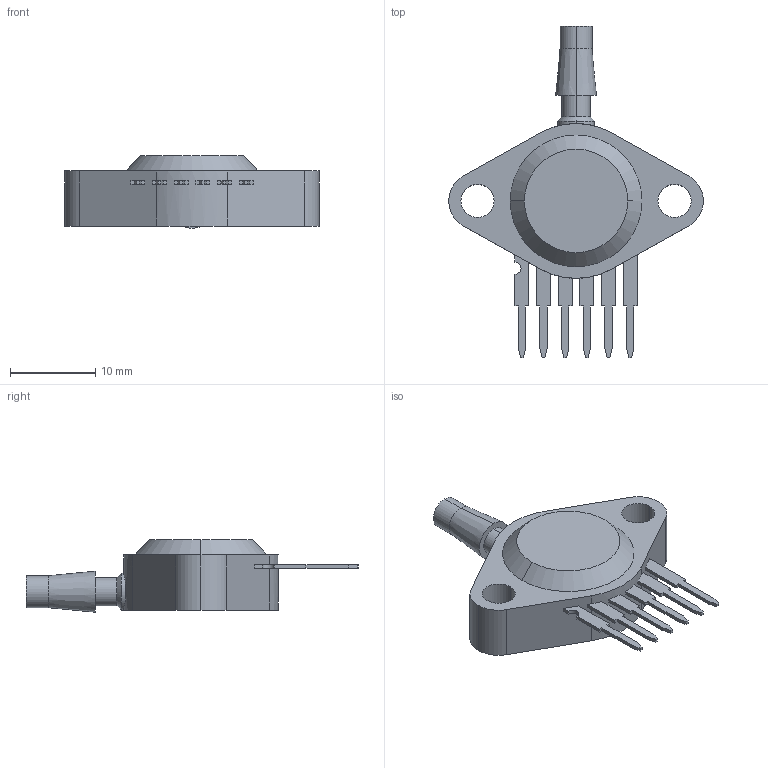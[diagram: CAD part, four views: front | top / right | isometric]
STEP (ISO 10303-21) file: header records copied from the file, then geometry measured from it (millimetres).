
FILE_DESCRIPTION (( 'STEP AP203' ), '1' );
FILE_NAME ('MPX4100A.STEP', '2011-02-20T14:32:17', ( 'no name' ), ( 'no organization' ), 'SwSTEP 2.0', 'SolidWorks 2008', '' );
FILE_SCHEMA (( 'CONFIG_CONTROL_DESIGN' ));
Length unit declared in the file: millimetre
Products named in the file (1): MPX4100A
Bounding box: 29.84 x 38.94 x 8.51 mm (x, y, z)
Volume: 2587.4 mm3; surface area: 1720.6 mm2
Topology: 1 solids, 1 shells, 102 faces, 272 edges, 177 vertices
Faces by surface type: plane 76, cylinder 18, cone 8
Entity records: 3268 total; most frequent: CARTESIAN_POINT 606, ORIENTED_EDGE 540, DIRECTION 523, EDGE_CURVE 270, VECTOR 219, LINE 219, VERTEX_POINT 177, AXIS2_PLACEMENT_3D 152
